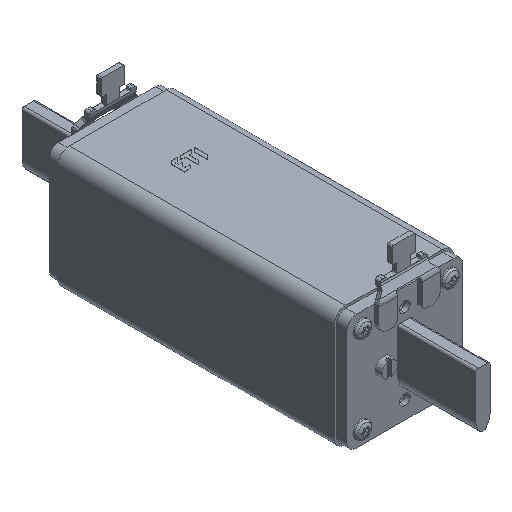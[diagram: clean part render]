
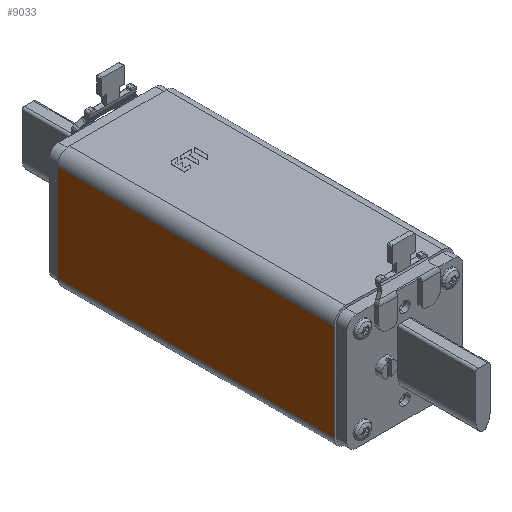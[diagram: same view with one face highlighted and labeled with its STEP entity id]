
A CAD part, isometric view. The second image highlights one B-rep face of the part: STEP entity #9033.
In plain terms, the highlighted planar face has unit normal (-1, 0, 0).
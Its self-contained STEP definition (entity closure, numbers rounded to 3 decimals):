
#180=DIRECTION('',(0.,-1.,0.));
#181=VECTOR('',#180,117.);
#182=CARTESIAN_POINT('',(-25.5,58.5,-20.5));
#183=LINE('',#182,#181);
#188=DIRECTION('',(0.,0.,1.));
#189=VECTOR('',#188,41.);
#190=CARTESIAN_POINT('',(-25.5,58.5,-20.5));
#191=LINE('',#190,#189);
#196=DIRECTION('',(0.,1.,0.));
#197=VECTOR('',#196,117.);
#198=CARTESIAN_POINT('',(-25.5,-58.5,20.5));
#199=LINE('',#198,#197);
#446=DIRECTION('',(0.,0.,1.));
#447=VECTOR('',#446,41.);
#448=CARTESIAN_POINT('',(-25.5,-58.5,-20.5));
#449=LINE('',#448,#447);
#7227=CARTESIAN_POINT('',(-25.5,58.5,20.5));
#7228=VERTEX_POINT('',#7227);
#7229=CARTESIAN_POINT('',(-25.5,58.5,-20.5));
#7230=VERTEX_POINT('',#7229);
#7255=CARTESIAN_POINT('',(-25.5,-58.5,-20.5));
#7256=VERTEX_POINT('',#7255);
#7257=CARTESIAN_POINT('',(-25.5,-58.5,20.5));
#7258=VERTEX_POINT('',#7257);
#9020=CARTESIAN_POINT('',(-25.5,58.5,25.5));
#9021=DIRECTION('',(-1.,0.,0.));
#9022=DIRECTION('',(0.,0.,-1.));
#9023=AXIS2_PLACEMENT_3D('',#9020,#9021,#9022);
#9024=PLANE('',#9023);
#9026=ORIENTED_EDGE('',*,*,#9025,.F.);
#9028=ORIENTED_EDGE('',*,*,#9027,.F.);
#9029=ORIENTED_EDGE('',*,*,#9012,.F.);
#9030=ORIENTED_EDGE('',*,*,#8950,.T.);
#9031=EDGE_LOOP('',(#9026,#9028,#9029,#9030));
#9032=FACE_OUTER_BOUND('',#9031,.F.);
#8950=EDGE_CURVE('',#7230,#7228,#191,.T.);
#9012=EDGE_CURVE('',#7230,#7256,#183,.T.);
#9025=EDGE_CURVE('',#7258,#7228,#199,.T.);
#9027=EDGE_CURVE('',#7256,#7258,#449,.T.);
#9033=ADVANCED_FACE('',(#9032),#9024,.T.);
